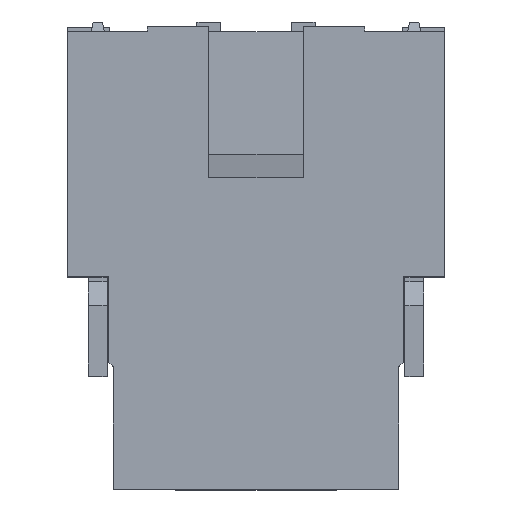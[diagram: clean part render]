
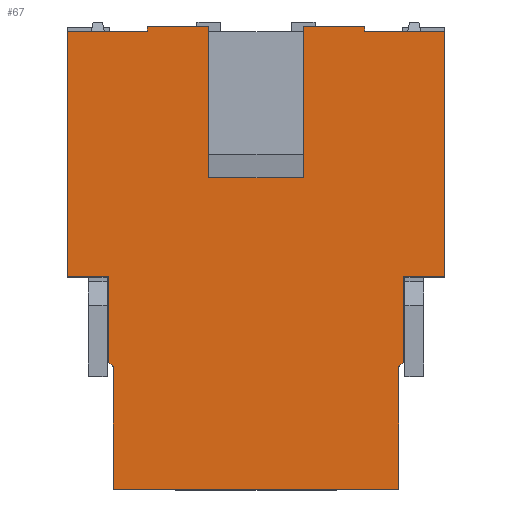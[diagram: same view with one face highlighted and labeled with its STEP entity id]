
A CAD part, top view. The second image highlights one B-rep face of the part: STEP entity #67.
In plain terms, the highlighted planar face has unit normal (0, 0, 1).
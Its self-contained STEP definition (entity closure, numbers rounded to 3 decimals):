
#67=ADVANCED_FACE('',(#354),#211,.T.);
#211=PLANE('',#2904);
#354=FACE_OUTER_BOUND('',#499,.T.);
#499=EDGE_LOOP('',(#819,#820,#821,#822,#823,#824,#825,#826,#827,#828,#829,
#830,#831,#832,#833,#834,#835,#836,#837,#838));
#819=ORIENTED_EDGE('',*,*,#1847,.F.);
#820=ORIENTED_EDGE('',*,*,#1753,.F.);
#821=ORIENTED_EDGE('',*,*,#1848,.F.);
#822=ORIENTED_EDGE('',*,*,#1849,.F.);
#823=ORIENTED_EDGE('',*,*,#1832,.F.);
#824=ORIENTED_EDGE('',*,*,#1850,.T.);
#825=ORIENTED_EDGE('',*,*,#1851,.T.);
#826=ORIENTED_EDGE('',*,*,#1852,.F.);
#827=ORIENTED_EDGE('',*,*,#1853,.T.);
#828=ORIENTED_EDGE('',*,*,#1854,.T.);
#829=ORIENTED_EDGE('',*,*,#1855,.T.);
#830=ORIENTED_EDGE('',*,*,#1856,.F.);
#831=ORIENTED_EDGE('',*,*,#1820,.F.);
#832=ORIENTED_EDGE('',*,*,#1840,.T.);
#833=ORIENTED_EDGE('',*,*,#1807,.T.);
#834=ORIENTED_EDGE('',*,*,#1775,.T.);
#835=ORIENTED_EDGE('',*,*,#1857,.F.);
#836=ORIENTED_EDGE('',*,*,#1858,.F.);
#837=ORIENTED_EDGE('',*,*,#1689,.T.);
#838=ORIENTED_EDGE('',*,*,#1859,.F.);
#1426=VERTEX_POINT('',#3731);
#1428=VERTEX_POINT('',#3734);
#1481=VERTEX_POINT('',#3859);
#1482=VERTEX_POINT('',#3860);
#1495=VERTEX_POINT('',#3899);
#1496=VERTEX_POINT('',#3901);
#1522=VERTEX_POINT('',#3967);
#1528=VERTEX_POINT('',#3986);
#1529=VERTEX_POINT('',#3988);
#1540=VERTEX_POINT('',#4010);
#1541=VERTEX_POINT('',#4012);
#1551=VERTEX_POINT('',#4039);
#1552=VERTEX_POINT('',#4041);
#1553=VERTEX_POINT('',#4044);
#1554=VERTEX_POINT('',#4046);
#1555=VERTEX_POINT('',#4048);
#1556=VERTEX_POINT('',#4050);
#1557=VERTEX_POINT('',#4052);
#1558=VERTEX_POINT('',#4054);
#1559=VERTEX_POINT('',#4057);
#1689=EDGE_CURVE('',#1428,#1426,#2088,.T.);
#1753=EDGE_CURVE('',#1481,#1482,#2152,.T.);
#1775=EDGE_CURVE('',#1496,#1495,#2174,.T.);
#1807=EDGE_CURVE('',#1522,#1496,#2206,.T.);
#1820=EDGE_CURVE('',#1528,#1529,#2219,.T.);
#1832=EDGE_CURVE('',#1540,#1541,#2231,.T.);
#1840=EDGE_CURVE('',#1528,#1522,#2239,.T.);
#1847=EDGE_CURVE('',#1482,#1551,#2246,.T.);
#1848=EDGE_CURVE('',#1552,#1481,#2247,.T.);
#1849=EDGE_CURVE('',#1541,#1552,#2248,.T.);
#1850=EDGE_CURVE('',#1540,#1553,#2249,.T.);
#1851=EDGE_CURVE('',#1553,#1554,#2250,.T.);
#1852=EDGE_CURVE('',#1555,#1554,#2251,.T.);
#1853=EDGE_CURVE('',#1555,#1556,#2252,.T.);
#1854=EDGE_CURVE('',#1556,#1557,#2253,.T.);
#1855=EDGE_CURVE('',#1557,#1558,#2254,.T.);
#1856=EDGE_CURVE('',#1529,#1558,#2255,.T.);
#1857=EDGE_CURVE('',#1559,#1495,#2256,.T.);
#1858=EDGE_CURVE('',#1428,#1559,#2257,.T.);
#1859=EDGE_CURVE('',#1551,#1426,#2258,.T.);
#2088=LINE('',#3733,#2487);
#2152=LINE('',#3858,#2551);
#2174=LINE('',#3900,#2573);
#2206=LINE('',#3966,#2605);
#2219=LINE('',#3987,#2618);
#2231=LINE('',#4011,#2630);
#2239=LINE('',#4026,#2638);
#2246=LINE('',#4038,#2645);
#2247=LINE('',#4040,#2646);
#2248=LINE('',#4042,#2647);
#2249=LINE('',#4043,#2648);
#2250=LINE('',#4045,#2649);
#2251=LINE('',#4047,#2650);
#2252=LINE('',#4049,#2651);
#2253=LINE('',#4051,#2652);
#2254=LINE('',#4053,#2653);
#2255=LINE('',#4055,#2654);
#2256=LINE('',#4056,#2655);
#2257=LINE('',#4058,#2656);
#2258=LINE('',#4059,#2657);
#2487=VECTOR('',#3037,1.);
#2551=VECTOR('',#3117,1.);
#2573=VECTOR('',#3149,1.);
#2605=VECTOR('',#3197,1.);
#2618=VECTOR('',#3212,1.);
#2630=VECTOR('',#3224,1.);
#2638=VECTOR('',#3234,1.);
#2645=VECTOR('',#3243,1.);
#2646=VECTOR('',#3244,1.);
#2647=VECTOR('',#3245,1.);
#2648=VECTOR('',#3246,1.);
#2649=VECTOR('',#3247,1.);
#2650=VECTOR('',#3248,1.);
#2651=VECTOR('',#3249,1.);
#2652=VECTOR('',#3250,1.);
#2653=VECTOR('',#3251,1.);
#2654=VECTOR('',#3252,1.);
#2655=VECTOR('',#3253,1.);
#2656=VECTOR('',#3254,1.);
#2657=VECTOR('',#3255,1.);
#2904=AXIS2_PLACEMENT_3D('',#4060,#3256,#3257);
#3037=DIRECTION('',(1.,0.,0.));
#3117=DIRECTION('',(0.,-1.,0.));
#3149=DIRECTION('',(0.,-1.,0.));
#3197=DIRECTION('',(1.,0.,0.));
#3212=DIRECTION('',(1.,0.,0.));
#3224=DIRECTION('',(1.,0.,0.));
#3234=DIRECTION('',(0.,-1.,0.));
#3243=DIRECTION('',(-0.707,-0.707,0.));
#3244=DIRECTION('',(-1.,0.,0.));
#3245=DIRECTION('',(0.,-1.,0.));
#3246=DIRECTION('',(0.,1.,0.));
#3247=DIRECTION('',(-1.,0.,0.));
#3248=DIRECTION('',(0.,1.,0.));
#3249=DIRECTION('',(-1.,0.,0.));
#3250=DIRECTION('',(0.,1.,0.));
#3251=DIRECTION('',(-1.,0.,0.));
#3252=DIRECTION('',(0.,1.,0.));
#3253=DIRECTION('',(-0.707,0.707,0.));
#3254=DIRECTION('',(0.,1.,0.));
#3255=DIRECTION('',(0.,-1.,0.));
#3256=DIRECTION('',(0.,0.,1.));
#3257=DIRECTION('',(1.,0.,0.));
#3731=CARTESIAN_POINT('',(3.02,3.,6.96));
#3733=CARTESIAN_POINT('',(4.,3.,6.96));
#3734=CARTESIAN_POINT('',(-3.02,3.,6.96));
#3858=CARTESIAN_POINT('',(3.12,7.5,6.96));
#3859=CARTESIAN_POINT('',(3.12,7.5,6.96));
#3860=CARTESIAN_POINT('',(3.12,5.7,6.96));
#3899=CARTESIAN_POINT('',(-3.12,5.7,6.96));
#3900=CARTESIAN_POINT('',(-3.12,7.5,6.96));
#3901=CARTESIAN_POINT('',(-3.12,7.5,6.96));
#3966=CARTESIAN_POINT('',(-4.,7.5,6.96));
#3967=CARTESIAN_POINT('',(-4.,7.5,6.96));
#3986=CARTESIAN_POINT('',(-4.,12.7,6.96));
#3987=CARTESIAN_POINT('',(4.,12.7,6.96));
#3988=CARTESIAN_POINT('',(-2.3,12.7,6.96));
#4010=CARTESIAN_POINT('',(2.3,12.7,6.96));
#4011=CARTESIAN_POINT('',(4.,12.7,6.96));
#4012=CARTESIAN_POINT('',(4.,12.7,6.96));
#4026=CARTESIAN_POINT('',(-4.,12.7,6.96));
#4038=CARTESIAN_POINT('',(3.12,5.7,6.96));
#4039=CARTESIAN_POINT('',(3.02,5.6,6.96));
#4040=CARTESIAN_POINT('',(4.,7.5,6.96));
#4041=CARTESIAN_POINT('',(4.,7.5,6.96));
#4042=CARTESIAN_POINT('',(4.,12.7,6.96));
#4043=CARTESIAN_POINT('',(2.3,12.8,6.96));
#4044=CARTESIAN_POINT('',(2.3,12.8,6.96));
#4045=CARTESIAN_POINT('',(1.,12.8,6.96));
#4046=CARTESIAN_POINT('',(1.,12.8,6.96));
#4047=CARTESIAN_POINT('',(1.,12.8,6.96));
#4048=CARTESIAN_POINT('',(1.,9.6,6.96));
#4049=CARTESIAN_POINT('',(1.8,9.6,6.96));
#4050=CARTESIAN_POINT('',(-1.,9.6,6.96));
#4051=CARTESIAN_POINT('',(-1.,12.8,6.96));
#4052=CARTESIAN_POINT('',(-1.,12.8,6.96));
#4053=CARTESIAN_POINT('',(-2.3,12.8,6.96));
#4054=CARTESIAN_POINT('',(-2.3,12.8,6.96));
#4055=CARTESIAN_POINT('',(-2.3,12.8,6.96));
#4056=CARTESIAN_POINT('',(-3.02,5.6,6.96));
#4057=CARTESIAN_POINT('',(-3.02,5.6,6.96));
#4058=CARTESIAN_POINT('',(-3.02,3.,6.96));
#4059=CARTESIAN_POINT('',(3.02,5.6,6.96));
#4060=CARTESIAN_POINT('',(4.,12.7,6.96));
